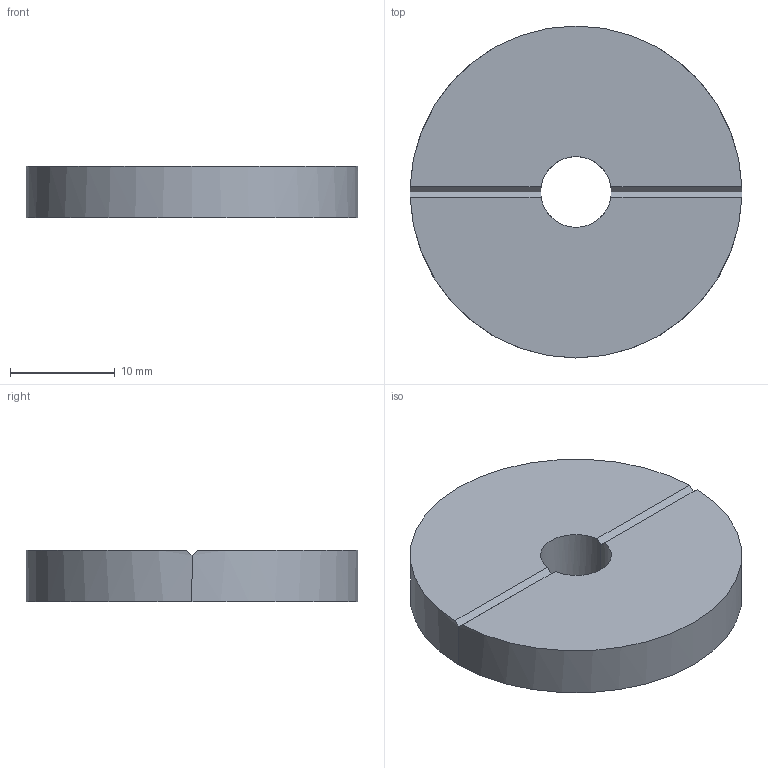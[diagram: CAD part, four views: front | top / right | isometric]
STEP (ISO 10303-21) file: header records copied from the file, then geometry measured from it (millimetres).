
FILE_DESCRIPTION (( 'STEP AP214' ), '1' );
FILE_NAME ('D1100855-v1_aLIGO_SUS_HSTS_ADD-ON MASS 10g.STEP', '2011-05-17T20:15:49', ( '' ), ( '' ), 'SwSTEP 2.0', 'SolidWorks 2010', '' );
FILE_SCHEMA (( 'AUTOMOTIVE_DESIGN' ));
Length unit declared in the file: inch
Products named in the file (1): D1100855-v1_aLIGO_SUS_HSTS_ADD-ON MASS 10g
Bounding box: 31.75 x 31.75 x 4.93 mm (x, y, z)
Volume: 3718.2 mm3; surface area: 2117.3 mm2
Topology: 1 solids, 1 shells, 11 faces, 26 edges, 16 vertices
Faces by surface type: plane 7, cylinder 4
Entity records: 360 total; most frequent: CARTESIAN_POINT 78, ORIENTED_EDGE 52, DIRECTION 50, EDGE_CURVE 26, AXIS2_PLACEMENT_3D 20, VERTEX_POINT 16, EDGE_LOOP 12, FACE_OUTER_BOUND 11
